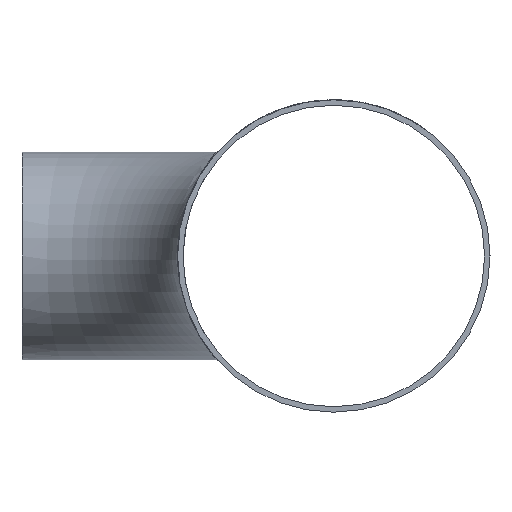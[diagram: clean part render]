
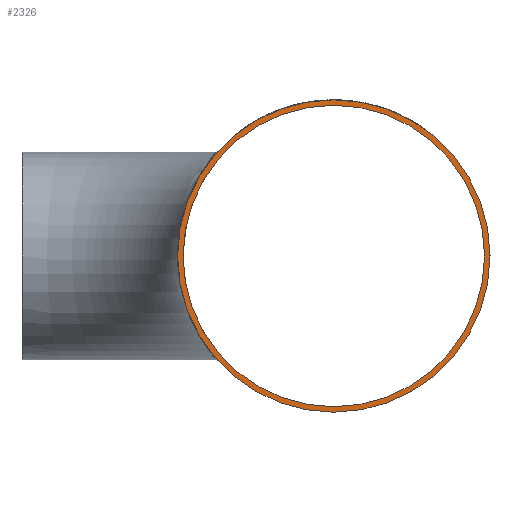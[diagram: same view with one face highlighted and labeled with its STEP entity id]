
A CAD part, left-side view. The second image highlights one B-rep face of the part: STEP entity #2326.
In plain terms, the highlighted planar face has unit normal (-1, 0, 0).
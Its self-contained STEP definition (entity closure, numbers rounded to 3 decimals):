
#1831 = AXIS2_PLACEMENT_3D ( 'NONE', #14791, #7980, #17255 ) ;
#2326 = ADVANCED_FACE ( 'NONE', ( #30456, #23830 ), #9919, .F. ) ;
#2483 = DIRECTION ( 'NONE',  ( 0., 0., -1. ) ) ;
#4010 = AXIS2_PLACEMENT_3D ( 'NONE', #28466, #9765, #16420 ) ;
#4623 = EDGE_LOOP ( 'NONE', ( #13165 ) ) ;
#6526 = CARTESIAN_POINT ( 'NONE',  ( -152., -114.09, -57.15 ) ) ;
#7202 = AXIS2_PLACEMENT_3D ( 'NONE', #23663, #28599, #2483 ) ;
#7980 = DIRECTION ( 'NONE',  ( 1., 0., 0. ) ) ;
#9765 = DIRECTION ( 'NONE',  ( 1., 0., 0. ) ) ;
#9919 = PLANE ( 'NONE',  #4010 ) ;
#11460 = CARTESIAN_POINT ( 'NONE',  ( -152., -114.09, -55.15 ) ) ;
#13165 = ORIENTED_EDGE ( 'NONE', *, *, #22004, .T. ) ;
#13682 = CIRCLE ( 'NONE', #1831, 57.15 ) ;
#14791 = CARTESIAN_POINT ( 'NONE',  ( -152., -114.09, 0. ) ) ;
#16420 = DIRECTION ( 'NONE',  ( 0., 0., -1. ) ) ;
#17255 = DIRECTION ( 'NONE',  ( 0., 0., -1. ) ) ;
#20517 = CIRCLE ( 'NONE', #7202, 55.15 ) ;
#22004 = EDGE_CURVE ( 'NONE', #30467, #30467, #20517, .T. ) ;
#22762 = ORIENTED_EDGE ( 'NONE', *, *, #23927, .F. ) ;
#23663 = CARTESIAN_POINT ( 'NONE',  ( -152., -114.09, 0. ) ) ;
#23830 = FACE_OUTER_BOUND ( 'NONE', #28903, .T. ) ;
#23927 = EDGE_CURVE ( 'NONE', #29856, #29856, #13682, .T. ) ;
#28466 = CARTESIAN_POINT ( 'NONE',  ( -152., -114.09, 0. ) ) ;
#28599 = DIRECTION ( 'NONE',  ( 1., 0., 0. ) ) ;
#28903 = EDGE_LOOP ( 'NONE', ( #22762 ) ) ;
#29856 = VERTEX_POINT ( 'NONE', #6526 ) ;
#30456 = FACE_BOUND ( 'NONE', #4623, .T. ) ;
#30467 = VERTEX_POINT ( 'NONE', #11460 ) ;
